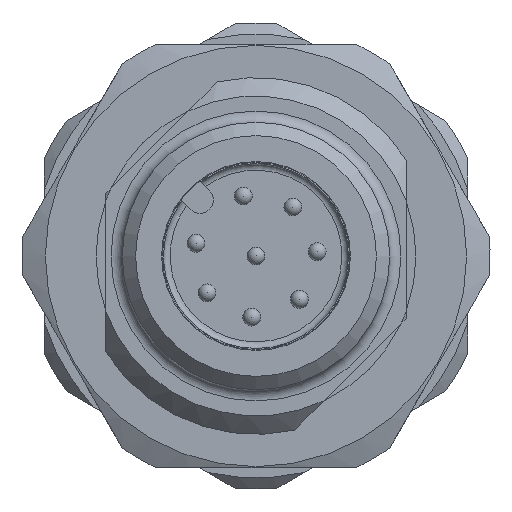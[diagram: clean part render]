
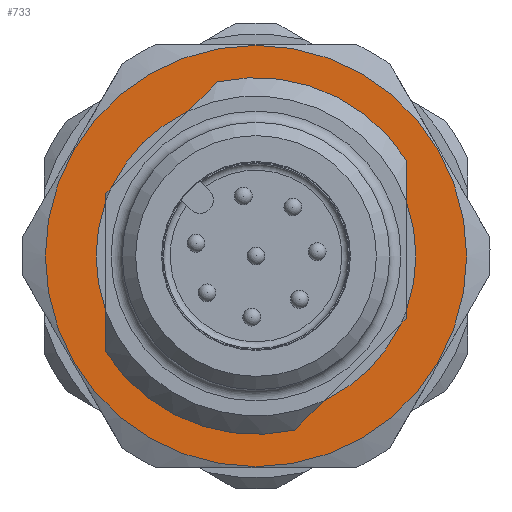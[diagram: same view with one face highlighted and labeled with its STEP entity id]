
A CAD part, left-side view. The second image highlights one B-rep face of the part: STEP entity #733.
In plain terms, the highlighted planar face has unit normal (-1, 0, 0).
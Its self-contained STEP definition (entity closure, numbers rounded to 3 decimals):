
#217=PLANE('',#5188);
#733=ADVANCED_FACE('',(#1706,#1707),#217,.T.);
#976=LINE('',#7505,#1342);
#978=LINE('',#7509,#1344);
#985=LINE('',#7522,#1351);
#986=LINE('',#7524,#1352);
#992=LINE('',#7535,#1358);
#999=LINE('',#7548,#1365);
#1001=LINE('',#7552,#1367);
#1007=LINE('',#7562,#1373);
#1342=VECTOR('',#5632,1.);
#1344=VECTOR('',#5634,1.);
#1351=VECTOR('',#5643,1.);
#1352=VECTOR('',#5644,1.);
#1358=VECTOR('',#5654,1.);
#1365=VECTOR('',#5661,1.);
#1367=VECTOR('',#5665,1.);
#1373=VECTOR('',#5671,1.);
#1706=FACE_BOUND('',#2028,.T.);
#1707=FACE_BOUND('',#2029,.T.);
#2028=EDGE_LOOP('',(#3254));
#2029=EDGE_LOOP('',(#3255,#3256,#3257,#3258,#3259,#3260,#3261,#3262,#3263,
#3264,#3265,#3266,#3267,#3268));
#3254=ORIENTED_EDGE('',*,*,#4453,.F.);
#3255=ORIENTED_EDGE('',*,*,#4454,.F.);
#3256=ORIENTED_EDGE('',*,*,#4107,.T.);
#3257=ORIENTED_EDGE('',*,*,#4114,.T.);
#3258=ORIENTED_EDGE('',*,*,#4455,.F.);
#3259=ORIENTED_EDGE('',*,*,#4115,.T.);
#3260=ORIENTED_EDGE('',*,*,#3847,.F.);
#3261=ORIENTED_EDGE('',*,*,#4136,.F.);
#3262=ORIENTED_EDGE('',*,*,#4456,.F.);
#3263=ORIENTED_EDGE('',*,*,#4130,.F.);
#3264=ORIENTED_EDGE('',*,*,#4128,.F.);
#3265=ORIENTED_EDGE('',*,*,#4457,.F.);
#3266=ORIENTED_EDGE('',*,*,#4121,.F.);
#3267=ORIENTED_EDGE('',*,*,#4095,.F.);
#3268=ORIENTED_EDGE('',*,*,#4105,.T.);
#3381=VERTEX_POINT('',#6601);
#3383=VERTEX_POINT('',#6604);
#3568=VERTEX_POINT('',#7475);
#3569=VERTEX_POINT('',#7477);
#3578=VERTEX_POINT('',#7506);
#3579=VERTEX_POINT('',#7508);
#3580=VERTEX_POINT('',#7510);
#3585=VERTEX_POINT('',#7523);
#3586=VERTEX_POINT('',#7525);
#3589=VERTEX_POINT('',#7536);
#3594=VERTEX_POINT('',#7547);
#3595=VERTEX_POINT('',#7549);
#3596=VERTEX_POINT('',#7553);
#3599=VERTEX_POINT('',#7561);
#3811=VERTEX_POINT('',#8303);
#3847=EDGE_CURVE('',#3381,#3383,#4503,.T.);
#4095=EDGE_CURVE('',#3568,#3569,#4569,.T.);
#4105=EDGE_CURVE('',#3568,#3578,#976,.T.);
#4107=EDGE_CURVE('',#3580,#3579,#978,.T.);
#4114=EDGE_CURVE('',#3579,#3585,#985,.T.);
#4115=EDGE_CURVE('',#3586,#3383,#986,.T.);
#4121=EDGE_CURVE('',#3569,#3589,#992,.T.);
#4128=EDGE_CURVE('',#3594,#3595,#999,.T.);
#4130=EDGE_CURVE('',#3595,#3596,#1001,.T.);
#4136=EDGE_CURVE('',#3599,#3381,#1007,.T.);
#4453=EDGE_CURVE('',#3811,#3811,#4708,.T.);
#4454=EDGE_CURVE('',#3580,#3578,#4709,.T.);
#4455=EDGE_CURVE('',#3586,#3585,#4710,.T.);
#4456=EDGE_CURVE('',#3596,#3599,#4711,.T.);
#4457=EDGE_CURVE('',#3589,#3594,#4712,.T.);
#4503=CIRCLE('',#4736,8.);
#4569=CIRCLE('',#4848,8.);
#4708=CIRCLE('',#5183,9.45);
#4709=CIRCLE('',#5184,7.172);
#4710=CIRCLE('',#5185,7.172);
#4711=CIRCLE('',#5186,7.172);
#4712=CIRCLE('',#5187,7.172);
#4736=AXIS2_PLACEMENT_3D('',#6603,#5243,#5244);
#4848=AXIS2_PLACEMENT_3D('',#7476,#5593,#5594);
#5183=AXIS2_PLACEMENT_3D('',#8302,#6480,#6481);
#5184=AXIS2_PLACEMENT_3D('',#8304,#6482,#6483);
#5185=AXIS2_PLACEMENT_3D('',#8305,#6484,#6485);
#5186=AXIS2_PLACEMENT_3D('',#8306,#6486,#6487);
#5187=AXIS2_PLACEMENT_3D('',#8307,#6488,#6489);
#5188=AXIS2_PLACEMENT_3D('',#8308,#6490,#6491);
#5243=DIRECTION('',(-1.,0.,0.));
#5244=DIRECTION('',(0.,0.,1.));
#5593=DIRECTION('',(-1.,0.,0.));
#5594=DIRECTION('',(0.,0.,1.));
#5632=DIRECTION('',(0.,0.,-1.));
#5634=DIRECTION('',(0.,0.,-1.));
#5643=DIRECTION('',(0.,0.707,-0.707));
#5644=DIRECTION('',(0.,0.707,-0.707));
#5654=DIRECTION('',(0.,0.707,-0.707));
#5661=DIRECTION('',(0.,0.707,-0.707));
#5665=DIRECTION('',(0.,0.,-1.));
#5671=DIRECTION('',(0.,0.,-1.));
#6480=DIRECTION('',(1.,0.,0.));
#6481=DIRECTION('',(0.,0.,1.));
#6482=DIRECTION('',(-1.,0.,0.));
#6483=DIRECTION('',(0.,0.,-1.));
#6484=DIRECTION('',(-1.,0.,0.));
#6485=DIRECTION('',(0.,0.,-1.));
#6486=DIRECTION('',(-1.,0.,0.));
#6487=DIRECTION('',(0.,0.,-1.));
#6488=DIRECTION('',(-1.,0.,0.));
#6489=DIRECTION('',(0.,0.,-1.));
#6490=DIRECTION('',(-1.,0.,0.));
#6491=DIRECTION('',(0.,0.,-1.));
#6601=CARTESIAN_POINT('',(13.,6.75,-4.294));
#6603=CARTESIAN_POINT('',(13.,0.,0.));
#6604=CARTESIAN_POINT('',(13.,-1.737,-7.809));
#7475=CARTESIAN_POINT('',(13.,-6.75,4.294));
#7476=CARTESIAN_POINT('',(13.,0.,0.));
#7477=CARTESIAN_POINT('',(13.,1.737,7.809));
#7505=CARTESIAN_POINT('',(13.,-6.75,5.744));
#7506=CARTESIAN_POINT('',(13.,-6.75,2.424));
#7508=CARTESIAN_POINT('',(13.,-6.75,-2.796));
#7509=CARTESIAN_POINT('',(13.,-6.75,5.744));
#7510=CARTESIAN_POINT('',(13.,-6.75,-2.424));
#7522=CARTESIAN_POINT('',(13.,-6.75,-2.796));
#7523=CARTESIAN_POINT('',(13.,-6.487,-3.059));
#7524=CARTESIAN_POINT('',(13.,-6.75,-2.796));
#7525=CARTESIAN_POINT('',(13.,-3.059,-6.487));
#7535=CARTESIAN_POINT('',(13.,0.711,8.835));
#7536=CARTESIAN_POINT('',(13.,3.059,6.487));
#7547=CARTESIAN_POINT('',(13.,6.487,3.059));
#7548=CARTESIAN_POINT('',(13.,0.711,8.835));
#7549=CARTESIAN_POINT('',(13.,6.75,2.796));
#7552=CARTESIAN_POINT('',(13.,6.75,2.796));
#7553=CARTESIAN_POINT('',(13.,6.75,2.424));
#7561=CARTESIAN_POINT('',(13.,6.75,-2.424));
#7562=CARTESIAN_POINT('',(13.,6.75,2.796));
#8302=CARTESIAN_POINT('',(13.,0.,0.));
#8303=CARTESIAN_POINT('',(13.,0.,9.45));
#8304=CARTESIAN_POINT('',(13.,0.,0.));
#8305=CARTESIAN_POINT('',(13.,0.,0.));
#8306=CARTESIAN_POINT('',(13.,0.,0.));
#8307=CARTESIAN_POINT('',(13.,0.,0.));
#8308=CARTESIAN_POINT('',(13.,0.,0.));
